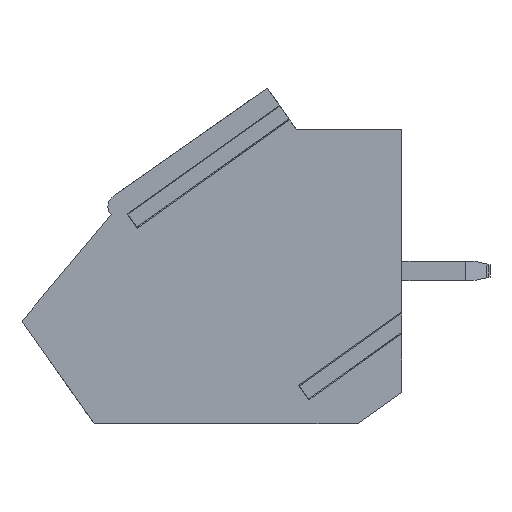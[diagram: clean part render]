
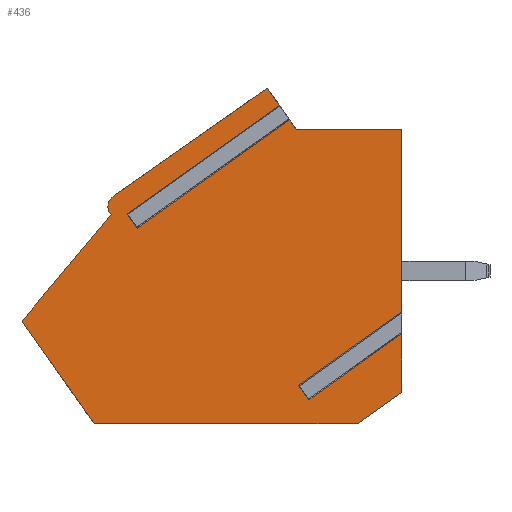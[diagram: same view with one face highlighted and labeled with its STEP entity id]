
A CAD part, left-side view. The second image highlights one B-rep face of the part: STEP entity #436.
In plain terms, the highlighted planar face has unit normal (-1, 0, 0).
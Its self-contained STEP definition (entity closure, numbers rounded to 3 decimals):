
#436=ADVANCED_FACE('',(#884),#885,.F.);
#884=FACE_OUTER_BOUND('',#1344,.T.);
#885=PLANE('',#1345);
#1344=EDGE_LOOP('',(#2587,#2588,#2589,#2590,#2591,#2592,#2593,#2594,#2595,#2596,#2597,#2598,#2599,#2600,#2601,#2602,#2603,#2604,#2605,#2606,#2607));
#1345=AXIS2_PLACEMENT_3D('',#2608,#2609,#2610);
#2587=ORIENTED_EDGE('',*,*,#3211,.T.);
#2588=ORIENTED_EDGE('',*,*,#3223,.T.);
#2589=ORIENTED_EDGE('',*,*,#3256,.T.);
#2590=ORIENTED_EDGE('',*,*,#3257,.F.);
#2591=ORIENTED_EDGE('',*,*,#3258,.F.);
#2592=ORIENTED_EDGE('',*,*,#3259,.F.);
#2593=ORIENTED_EDGE('',*,*,#3260,.F.);
#2594=ORIENTED_EDGE('',*,*,#3261,.F.);
#2595=ORIENTED_EDGE('',*,*,#3262,.T.);
#2596=ORIENTED_EDGE('',*,*,#3263,.T.);
#2597=ORIENTED_EDGE('',*,*,#3264,.T.);
#2598=ORIENTED_EDGE('',*,*,#3265,.T.);
#2599=ORIENTED_EDGE('',*,*,#3266,.F.);
#2600=ORIENTED_EDGE('',*,*,#3232,.T.);
#2601=ORIENTED_EDGE('',*,*,#3234,.T.);
#2602=ORIENTED_EDGE('',*,*,#3241,.T.);
#2603=ORIENTED_EDGE('',*,*,#3267,.F.);
#2604=ORIENTED_EDGE('',*,*,#3268,.T.);
#2605=ORIENTED_EDGE('',*,*,#3220,.T.);
#2606=ORIENTED_EDGE('',*,*,#3208,.T.);
#2607=ORIENTED_EDGE('',*,*,#3218,.T.);
#2608=CARTESIAN_POINT('',(-7.62,6.573,4.668));
#2609=DIRECTION('',(1.0,0.0,0.));
#2610=DIRECTION('',(0.,0.0,-1.0));
#3208=EDGE_CURVE('',#3968,#3970,#3972,.T.);
#3211=EDGE_CURVE('',#3977,#3974,#3978,.T.);
#3218=EDGE_CURVE('',#3970,#3977,#3986,.T.);
#3220=EDGE_CURVE('',#3988,#3968,#3989,.T.);
#3223=EDGE_CURVE('',#3974,#3991,#3993,.T.);
#3232=EDGE_CURVE('',#4004,#4006,#4008,.T.);
#3234=EDGE_CURVE('',#4006,#4010,#4011,.T.);
#3241=EDGE_CURVE('',#4010,#4022,#4023,.T.);
#3256=EDGE_CURVE('',#3991,#4042,#4043,.T.);
#3257=EDGE_CURVE('',#4044,#4042,#4045,.T.);
#3258=EDGE_CURVE('',#4046,#4044,#4047,.T.);
#3259=EDGE_CURVE('',#4048,#4046,#4049,.T.);
#3260=EDGE_CURVE('',#4050,#4048,#4051,.T.);
#3261=EDGE_CURVE('',#4052,#4050,#4053,.T.);
#3262=EDGE_CURVE('',#4052,#4054,#4055,.T.);
#3263=EDGE_CURVE('',#4054,#4056,#4057,.T.);
#3264=EDGE_CURVE('',#4056,#4058,#4059,.T.);
#3265=EDGE_CURVE('',#4058,#4060,#4061,.T.);
#3266=EDGE_CURVE('',#4004,#4060,#4062,.T.);
#3267=EDGE_CURVE('',#4063,#4022,#4064,.T.);
#3268=EDGE_CURVE('',#4063,#3988,#4065,.T.);
#3968=VERTEX_POINT('',#5047);
#3970=VERTEX_POINT('',#5049);
#3972=LINE('',#5051,#5052);
#3974=VERTEX_POINT('',#5054);
#3977=VERTEX_POINT('',#5057);
#3978=LINE('',#5058,#5059);
#3986=LINE('',#5070,#5071);
#3988=VERTEX_POINT('',#5073);
#3989=LINE('',#5074,#5075);
#3991=VERTEX_POINT('',#5078);
#3993=LINE('',#5081,#5082);
#4004=VERTEX_POINT('',#5097);
#4006=VERTEX_POINT('',#5099);
#4008=LINE('',#5101,#5102);
#4010=VERTEX_POINT('',#5104);
#4011=LINE('',#5105,#5106);
#4022=VERTEX_POINT('',#5119);
#4023=LINE('',#5120,#5121);
#4042=VERTEX_POINT('',#5146);
#4043=LINE('',#5147,#5148);
#4044=VERTEX_POINT('',#5149);
#4045=LINE('',#5150,#5151);
#4046=VERTEX_POINT('',#5152);
#4047=LINE('',#5153,#5154);
#4048=VERTEX_POINT('',#5155);
#4049=LINE('',#5156,#5157);
#4050=VERTEX_POINT('',#5158);
#4051=LINE('',#5159,#5160);
#4052=VERTEX_POINT('',#5161);
#4053=LINE('',#5162,#5163);
#4054=VERTEX_POINT('',#5164);
#4055=LINE('',#5165,#5166);
#4056=VERTEX_POINT('',#5167);
#4057=LINE('',#5168,#5169);
#4058=VERTEX_POINT('',#5170);
#4059=LINE('',#5171,#5172);
#4060=VERTEX_POINT('',#5173);
#4061=LINE('',#5174,#5175);
#4062=LINE('',#5176,#5177);
#4063=VERTEX_POINT('',#5178);
#4064=LINE('',#5179,#5180);
#4065=LINE('',#5181,#5182);
#5047=CARTESIAN_POINT('',(-7.62,4.584,11.127));
#5049=CARTESIAN_POINT('',(-7.62,10.791,6.707));
#5051=CARTESIAN_POINT('',(-7.62,5.87,10.211));
#5052=VECTOR('',#5646,1.0);
#5054=CARTESIAN_POINT('',(-7.62,4.996,11.718));
#5057=CARTESIAN_POINT('',(-7.62,11.209,7.293));
#5058=CARTESIAN_POINT('',(-7.62,6.288,10.797));
#5059=VECTOR('',#5650,1.0);
#5070=CARTESIAN_POINT('',(-7.62,9.704,5.18));
#5071=VECTOR('',#5657,1.0);
#5073=CARTESIAN_POINT('',(-7.62,4.301,10.719));
#5074=CARTESIAN_POINT('',(-7.62,4.301,10.719));
#5075=VECTOR('',#5658,1.0);
#5078=CARTESIAN_POINT('',(-7.62,5.487,12.423));
#5081=CARTESIAN_POINT('',(-7.62,4.301,10.719));
#5082=VECTOR('',#5661,1.0);
#5097=CARTESIAN_POINT('',(-7.62,0.,2.406));
#5099=CARTESIAN_POINT('',(-7.62,3.791,-0.293));
#5101=CARTESIAN_POINT('',(-7.62,-0.205,2.553));
#5102=VECTOR('',#5672,1.0);
#5104=CARTESIAN_POINT('',(-7.62,4.209,0.293));
#5105=CARTESIAN_POINT('',(-7.62,5.536,2.156));
#5106=VECTOR('',#5673,1.0);
#5119=CARTESIAN_POINT('',(-7.62,0.0,3.29));
#5120=CARTESIAN_POINT('',(-7.62,0.079,3.234));
#5121=VECTOR('',#5685,1.0);
#5146=CARTESIAN_POINT('',(-7.62,11.783,8.018));
#5147=CARTESIAN_POINT('',(-7.62,5.487,12.423));
#5148=VECTOR('',#5701,1.);
#5149=CARTESIAN_POINT('',(-7.62,11.905,7.896));
#5150=CARTESIAN_POINT('',(-7.62,11.905,7.896));
#5151=VECTOR('',#5702,1.0);
#5152=CARTESIAN_POINT('',(-7.62,11.98,7.736));
#5153=CARTESIAN_POINT('',(-7.62,11.98,7.736));
#5154=VECTOR('',#5703,1.0);
#5155=CARTESIAN_POINT('',(-7.62,11.999,7.566));
#5156=CARTESIAN_POINT('',(-7.62,11.999,7.566));
#5157=VECTOR('',#5704,1.0);
#5158=CARTESIAN_POINT('',(-7.62,11.952,7.397));
#5159=CARTESIAN_POINT('',(-7.62,11.952,7.397));
#5160=VECTOR('',#5705,1.0);
#5161=CARTESIAN_POINT('',(-7.62,11.858,7.256));
#5162=CARTESIAN_POINT('',(-7.62,11.858,7.256));
#5163=VECTOR('',#5706,1.0);
#5164=CARTESIAN_POINT('',(-7.62,15.5,2.917));
#5165=CARTESIAN_POINT('',(-7.62,11.858,7.256));
#5166=VECTOR('',#5707,1.0);
#5167=CARTESIAN_POINT('',(-7.62,12.554,-1.28));
#5168=CARTESIAN_POINT('',(-7.62,15.5,2.917));
#5169=VECTOR('',#5708,1.0);
#5170=CARTESIAN_POINT('',(-7.62,1.826,-1.28));
#5171=CARTESIAN_POINT('',(-7.62,12.554,-1.28));
#5172=VECTOR('',#5709,1.0);
#5173=CARTESIAN_POINT('',(-7.62,0.0,0.));
#5174=CARTESIAN_POINT('',(-7.62,1.826,-1.28));
#5175=VECTOR('',#5710,1.0);
#5176=CARTESIAN_POINT('',(-7.62,0.0,10.719));
#5177=VECTOR('',#5711,1.0);
#5178=CARTESIAN_POINT('',(-7.62,0.0,10.719));
#5179=CARTESIAN_POINT('',(-7.62,0.0,10.719));
#5180=VECTOR('',#5712,1.0);
#5181=CARTESIAN_POINT('',(-7.62,0.0,10.719));
#5182=VECTOR('',#5713,1.0);
#5646=DIRECTION('',(-0.0,0.815,-0.58));
#5650=DIRECTION('',(0.0,-0.815,0.58));
#5657=DIRECTION('',(0.,0.58,0.815));
#5658=DIRECTION('',(0.,0.571,0.821));
#5661=DIRECTION('',(0.,0.571,0.821));
#5672=DIRECTION('',(-0.0,0.815,-0.58));
#5673=DIRECTION('',(0.,0.58,0.815));
#5685=DIRECTION('',(0.0,-0.815,0.58));
#5701=DIRECTION('',(0.,0.819,-0.573));
#5702=DIRECTION('',(0.,-0.707,0.707));
#5703=DIRECTION('',(0.,-0.426,0.905));
#5704=DIRECTION('',(0.,-0.11,0.994));
#5705=DIRECTION('',(0.,0.268,0.964));
#5706=DIRECTION('',(0.,0.555,0.832));
#5707=DIRECTION('',(0.,0.643,-0.766));
#5708=DIRECTION('',(0.,-0.574,-0.819));
#5709=DIRECTION('',(0.0,-1.0,0.0));
#5710=DIRECTION('',(0.,-0.819,0.574));
#5711=DIRECTION('',(0.,0.0,-1.0));
#5712=DIRECTION('',(0.,0.0,-1.0));
#5713=DIRECTION('',(0.0,1.0,0.0));
